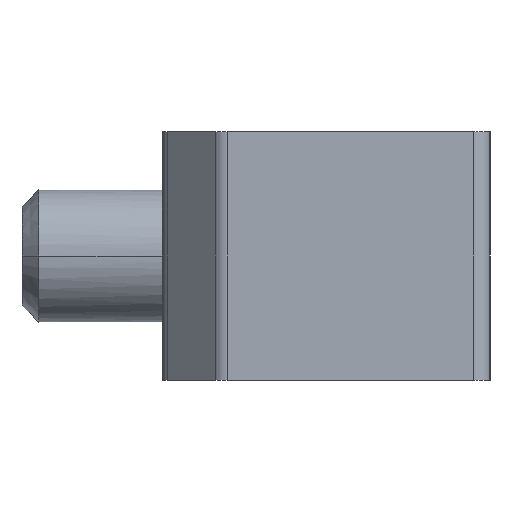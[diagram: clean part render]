
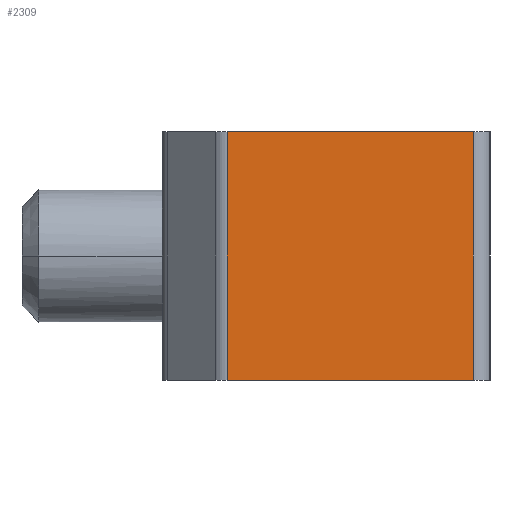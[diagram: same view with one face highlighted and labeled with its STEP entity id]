
A CAD part, left-side view. The second image highlights one B-rep face of the part: STEP entity #2309.
In plain terms, the highlighted planar face has unit normal (-1, 0, 0).
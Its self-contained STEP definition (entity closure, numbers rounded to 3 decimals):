
#2296=AXIS2_PLACEMENT_3D('Plane Axis2P3D',#2293,#2294,#2295) ;
#1980=CARTESIAN_POINT('Vertex',(-32.75,25.5,50.)) ;
#1983=CARTESIAN_POINT('Line Origine',(-32.75,32.918,50.)) ;
#1987=CARTESIAN_POINT('Vertex',(-32.75,40.336,50.)) ;
#2077=CARTESIAN_POINT('Line Origine',(-32.75,40.336,57.5)) ;
#2081=CARTESIAN_POINT('Vertex',(-32.75,40.336,65.)) ;
#2110=CARTESIAN_POINT('Line Origine',(-32.75,32.918,65.)) ;
#2114=CARTESIAN_POINT('Vertex',(-32.75,25.5,65.)) ;
#2293=CARTESIAN_POINT('Axis2P3D Location',(-32.75,40.336,0.)) ;
#2298=CARTESIAN_POINT('Line Origine',(-32.75,25.5,57.5)) ;
#1984=DIRECTION('Vector Direction',(0.,-1.,0.)) ;
#2078=DIRECTION('Vector Direction',(0.,0.,1.)) ;
#2111=DIRECTION('Vector Direction',(0.,-1.,0.)) ;
#2294=DIRECTION('Axis2P3D Direction',(1.,0.,0.)) ;
#2295=DIRECTION('Axis2P3D XDirection',(0.,-1.,0.)) ;
#2299=DIRECTION('Vector Direction',(0.,0.,-1.)) ;
#1985=VECTOR('Line Direction',#1984,1.) ;
#2079=VECTOR('Line Direction',#2078,1.) ;
#2112=VECTOR('Line Direction',#2111,1.) ;
#2300=VECTOR('Line Direction',#2299,1.) ;
#2304=ORIENTED_EDGE('',*,*,#1989,.T.) ;
#2305=ORIENTED_EDGE('',*,*,#2302,.F.) ;
#2306=ORIENTED_EDGE('',*,*,#2116,.F.) ;
#2307=ORIENTED_EDGE('',*,*,#2083,.T.) ;
#2309=ADVANCED_FACE('Terminali anteriori per cavi FCCuAl superiori',(#2308),#2297,.F.) ;
#1989=EDGE_CURVE('',#1988,#1981,#1986,.T.) ;
#2083=EDGE_CURVE('',#2082,#1988,#2080,.F.) ;
#2116=EDGE_CURVE('',#2082,#2115,#2113,.T.) ;
#2302=EDGE_CURVE('',#2115,#1981,#2301,.T.) ;
#2303=EDGE_LOOP('',(#2304,#2305,#2306,#2307)) ;
#2308=FACE_OUTER_BOUND('',#2303,.T.) ;
#1986=LINE('Line',#1983,#1985) ;
#2080=LINE('Line',#2077,#2079) ;
#2113=LINE('Line',#2110,#2112) ;
#2301=LINE('Line',#2298,#2300) ;
#2297=PLANE('',#2296) ;
#1981=VERTEX_POINT('',#1980) ;
#1988=VERTEX_POINT('',#1987) ;
#2082=VERTEX_POINT('',#2081) ;
#2115=VERTEX_POINT('',#2114) ;
